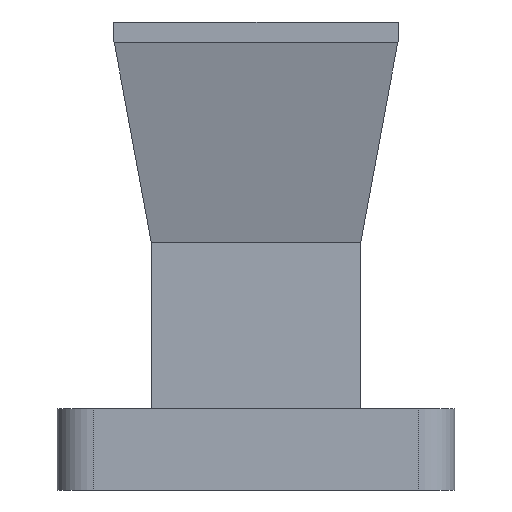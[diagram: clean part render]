
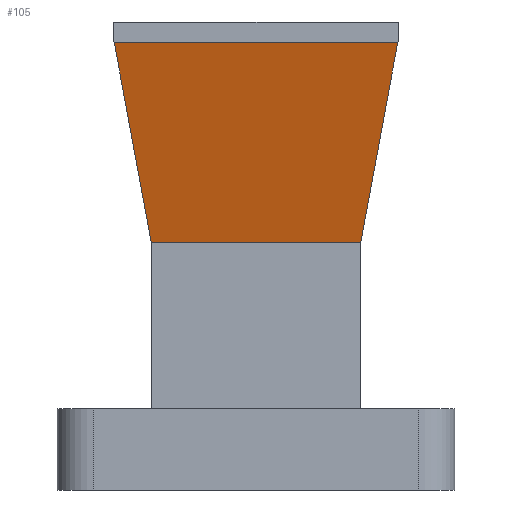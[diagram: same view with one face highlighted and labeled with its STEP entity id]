
A CAD part, left-side view. The second image highlights one B-rep face of the part: STEP entity #105.
In plain terms, the highlighted planar face has unit normal (-0.969, 0, -0.249).
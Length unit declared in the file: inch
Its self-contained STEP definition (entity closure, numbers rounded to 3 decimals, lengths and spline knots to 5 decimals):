
#12 = LINE ( 'NONE', #646, #1088 ) ;
#53 = CARTESIAN_POINT ( 'NONE',  ( -0.14458, -0.22906, 1.96322 ) ) ;
#86 = CARTESIAN_POINT ( 'NONE',  ( -0.14458, 0.22906, 1.96322 ) ) ;
#103 = VERTEX_POINT ( 'NONE', #986 ) ;
#105 = ADVANCED_FACE ( 'NONE', ( #489 ), #497, .F. ) ;
#122 = EDGE_CURVE ( 'NONE', #548, #1211, #1308, .T. ) ;
#177 = DIRECTION ( 'NONE',  ( -0.245, 0.177, 0.953 ) ) ;
#181 = VECTOR ( 'NONE', #1315, 39.37008 ) ;
#191 = ORIENTED_EDGE ( 'NONE', *, *, #216, .F. ) ;
#216 = EDGE_CURVE ( 'NONE', #103, #1211, #1320, .T. ) ;
#257 = ORIENTED_EDGE ( 'NONE', *, *, #122, .T. ) ;
#300 = DIRECTION ( 'NONE',  ( 0.249, 0., -0.968 ) ) ;
#370 = LINE ( 'NONE', #579, #875 ) ;
#373 = AXIS2_PLACEMENT_3D ( 'NONE', #1299, #393, #300 ) ;
#380 = CARTESIAN_POINT ( 'NONE',  ( -0.14406, -0.22906, 1.96119 ) ) ;
#393 = DIRECTION ( 'NONE',  ( 0.968, 0., 0.249 ) ) ;
#397 = VECTOR ( 'NONE', #608, 39.37008 ) ;
#414 = LINE ( 'NONE', #481, #494 ) ;
#415 = ORIENTED_EDGE ( 'NONE', *, *, #537, .F. ) ;
#481 = CARTESIAN_POINT ( 'NONE',  ( -0.25657, -0.31847, 2.39859 ) ) ;
#489 = FACE_OUTER_BOUND ( 'NONE', #985, .T. ) ;
#494 = VECTOR ( 'NONE', #1124, 39.37008 ) ;
#497 = PLANE ( 'NONE',  #373 ) ;
#537 = EDGE_CURVE ( 'NONE', #1204, #1273, #370, .T. ) ;
#548 = VERTEX_POINT ( 'NONE', #888 ) ;
#579 = CARTESIAN_POINT ( 'NONE',  ( -0.14458, 0.22906, 1.96322 ) ) ;
#601 = VERTEX_POINT ( 'NONE', #806 ) ;
#608 = DIRECTION ( 'NONE',  ( -0.249, 0., 0.968 ) ) ;
#646 = CARTESIAN_POINT ( 'NONE',  ( -0.14406, 0.17, 1.96119 ) ) ;
#652 = CARTESIAN_POINT ( 'NONE',  ( -0.25657, -0.30994, 2.39859 ) ) ;
#719 = LINE ( 'NONE', #86, #181 ) ;
#734 = ORIENTED_EDGE ( 'NONE', *, *, #775, .T. ) ;
#775 = EDGE_CURVE ( 'NONE', #601, #548, #12, .T. ) ;
#806 = CARTESIAN_POINT ( 'NONE',  ( -0.14406, 0.22906, 1.96119 ) ) ;
#844 = DIRECTION ( 'NONE',  ( 0., -1., 0. ) ) ;
#868 = ORIENTED_EDGE ( 'NONE', *, *, #1039, .T. ) ;
#875 = VECTOR ( 'NONE', #177, 39.37008 ) ;
#888 = CARTESIAN_POINT ( 'NONE',  ( -0.14406, -0.22906, 1.96119 ) ) ;
#891 = ORIENTED_EDGE ( 'NONE', *, *, #906, .T. ) ;
#906 = EDGE_CURVE ( 'NONE', #1204, #601, #719, .T. ) ;
#932 = DIRECTION ( 'NONE',  ( 0.245, 0.177, -0.953 ) ) ;
#980 = CARTESIAN_POINT ( 'NONE',  ( -0.14458, 0.22906, 1.96322 ) ) ;
#985 = EDGE_LOOP ( 'NONE', ( #415, #891, #734, #257, #191, #868 ) ) ;
#986 = CARTESIAN_POINT ( 'NONE',  ( -0.25657, -0.30994, 2.39859 ) ) ;
#1036 = VECTOR ( 'NONE', #932, 39.37008 ) ;
#1039 = EDGE_CURVE ( 'NONE', #103, #1273, #414, .T. ) ;
#1088 = VECTOR ( 'NONE', #844, 39.37008 ) ;
#1093 = CARTESIAN_POINT ( 'NONE',  ( -0.25657, 0.30994, 2.39859 ) ) ;
#1124 = DIRECTION ( 'NONE',  ( 0., 1., 0. ) ) ;
#1204 = VERTEX_POINT ( 'NONE', #980 ) ;
#1211 = VERTEX_POINT ( 'NONE', #53 ) ;
#1273 = VERTEX_POINT ( 'NONE', #1093 ) ;
#1299 = CARTESIAN_POINT ( 'NONE',  ( 0.33805, 0., 0.08696 ) ) ;
#1308 = LINE ( 'NONE', #380, #397 ) ;
#1315 = DIRECTION ( 'NONE',  ( 0.249, 0., -0.968 ) ) ;
#1320 = LINE ( 'NONE', #652, #1036 ) ;
